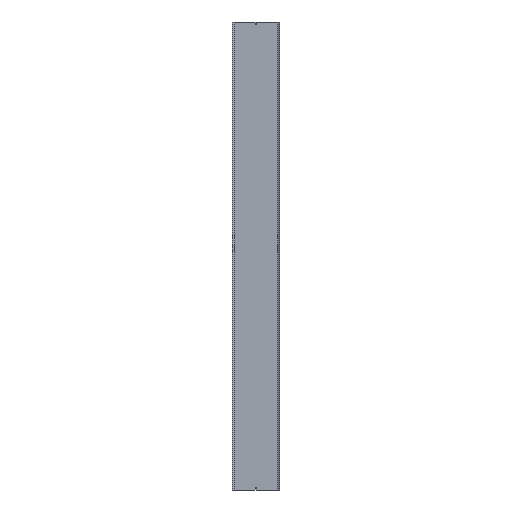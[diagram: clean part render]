
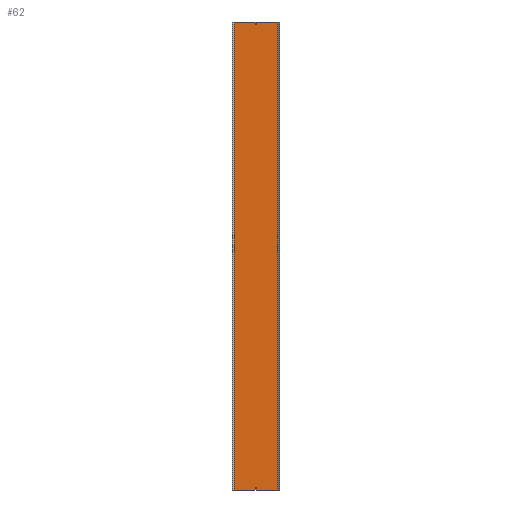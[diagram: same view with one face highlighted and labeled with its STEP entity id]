
A CAD part, front view. The second image highlights one B-rep face of the part: STEP entity #62.
In plain terms, the highlighted planar face has unit normal (0, -1, 0).
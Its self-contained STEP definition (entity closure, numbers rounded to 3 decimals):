
#18 = DIRECTION ( 'NONE',  ( 0., 0., -1. ) ) ;
#22 = LINE ( 'NONE', #351, #250 ) ;
#27 = DIRECTION ( 'NONE',  ( 0., -1., 0. ) ) ;
#28 = VERTEX_POINT ( 'NONE', #76 ) ;
#37 = ORIENTED_EDGE ( 'NONE', *, *, #470, .F. ) ;
#45 = VECTOR ( 'NONE', #444, 1000. ) ;
#51 = VERTEX_POINT ( 'NONE', #312 ) ;
#62 = ADVANCED_FACE ( 'NONE', ( #441, #406, #592 ), #273, .F. ) ;
#63 = LINE ( 'NONE', #248, #532 ) ;
#65 = VECTOR ( 'NONE', #323, 1000. ) ;
#66 = CIRCLE ( 'NONE', #314, 2.75 ) ;
#68 = ORIENTED_EDGE ( 'NONE', *, *, #350, .T. ) ;
#72 = DIRECTION ( 'NONE',  ( 0., 0., -1. ) ) ;
#75 = CARTESIAN_POINT ( 'NONE',  ( 0., -2., -1486. ) ) ;
#76 = CARTESIAN_POINT ( 'NONE',  ( -2.75, -2., 1486. ) ) ;
#118 = CARTESIAN_POINT ( 'NONE',  ( 2.75, -2., 1486. ) ) ;
#124 = AXIS2_PLACEMENT_3D ( 'NONE', #75, #27, #167 ) ;
#127 = EDGE_LOOP ( 'NONE', ( #389, #193 ) ) ;
#133 = EDGE_CURVE ( 'NONE', #567, #51, #557, .T. ) ;
#167 = DIRECTION ( 'NONE',  ( -1., 0., 0. ) ) ;
#172 = VERTEX_POINT ( 'NONE', #472 ) ;
#180 = CARTESIAN_POINT ( 'NONE',  ( 0., -2., 1486. ) ) ;
#183 = AXIS2_PLACEMENT_3D ( 'NONE', #409, #582, #595 ) ;
#193 = ORIENTED_EDGE ( 'NONE', *, *, #293, .F. ) ;
#197 = CARTESIAN_POINT ( 'NONE',  ( -2.75, -2., -1486. ) ) ;
#201 = DIRECTION ( 'NONE',  ( -1., 0., 0. ) ) ;
#211 = ORIENTED_EDGE ( 'NONE', *, *, #574, .F. ) ;
#214 = VERTEX_POINT ( 'NONE', #118 ) ;
#220 = DIRECTION ( 'NONE',  ( 0., -1., 0. ) ) ;
#226 = DIRECTION ( 'NONE',  ( -1., 0., 0. ) ) ;
#227 = CIRCLE ( 'NONE', #604, 2.75 ) ;
#245 = CARTESIAN_POINT ( 'NONE',  ( 0., -2., 1486. ) ) ;
#248 = CARTESIAN_POINT ( 'NONE',  ( 141.817, -2., 1500. ) ) ;
#250 = VECTOR ( 'NONE', #72, 1000. ) ;
#257 = CARTESIAN_POINT ( 'NONE',  ( -141.817, -2., 1500. ) ) ;
#273 = PLANE ( 'NONE',  #386 ) ;
#280 = EDGE_CURVE ( 'NONE', #51, #172, #63, .T. ) ;
#282 = VERTEX_POINT ( 'NONE', #197 ) ;
#293 = EDGE_CURVE ( 'NONE', #551, #282, #360, .T. ) ;
#308 = EDGE_LOOP ( 'NONE', ( #68, #613, #591, #399 ) ) ;
#312 = CARTESIAN_POINT ( 'NONE',  ( 141.817, -2., 1500. ) ) ;
#314 = AXIS2_PLACEMENT_3D ( 'NONE', #180, #220, #317 ) ;
#317 = DIRECTION ( 'NONE',  ( -1., 0., 0. ) ) ;
#323 = DIRECTION ( 'NONE',  ( 1., 0., 0. ) ) ;
#325 = CARTESIAN_POINT ( 'NONE',  ( -141.817, -2., -1500. ) ) ;
#336 = EDGE_CURVE ( 'NONE', #567, #564, #22, .T. ) ;
#350 = EDGE_CURVE ( 'NONE', #564, #172, #587, .T. ) ;
#351 = CARTESIAN_POINT ( 'NONE',  ( -141.817, -2., 1500. ) ) ;
#360 = CIRCLE ( 'NONE', #124, 2.75 ) ;
#386 = AXIS2_PLACEMENT_3D ( 'NONE', #565, #430, #226 ) ;
#389 = ORIENTED_EDGE ( 'NONE', *, *, #395, .F. ) ;
#395 = EDGE_CURVE ( 'NONE', #282, #551, #485, .T. ) ;
#399 = ORIENTED_EDGE ( 'NONE', *, *, #336, .T. ) ;
#406 = FACE_BOUND ( 'NONE', #579, .T. ) ;
#409 = CARTESIAN_POINT ( 'NONE',  ( 0., -2., -1486. ) ) ;
#426 = CARTESIAN_POINT ( 'NONE',  ( 144., -2., 1500. ) ) ;
#430 = DIRECTION ( 'NONE',  ( 0., 1., 0. ) ) ;
#441 = FACE_BOUND ( 'NONE', #127, .T. ) ;
#444 = DIRECTION ( 'NONE',  ( 1., 0., 0. ) ) ;
#460 = CARTESIAN_POINT ( 'NONE',  ( 2.75, -2., -1486. ) ) ;
#470 = EDGE_CURVE ( 'NONE', #28, #214, #66, .T. ) ;
#472 = CARTESIAN_POINT ( 'NONE',  ( 141.817, -2., -1500. ) ) ;
#485 = CIRCLE ( 'NONE', #183, 2.75 ) ;
#488 = DIRECTION ( 'NONE',  ( 0., -1., 0. ) ) ;
#532 = VECTOR ( 'NONE', #18, 1000. ) ;
#551 = VERTEX_POINT ( 'NONE', #460 ) ;
#557 = LINE ( 'NONE', #426, #65 ) ;
#564 = VERTEX_POINT ( 'NONE', #325 ) ;
#565 = CARTESIAN_POINT ( 'NONE',  ( 144., -2., 1500. ) ) ;
#567 = VERTEX_POINT ( 'NONE', #257 ) ;
#574 = EDGE_CURVE ( 'NONE', #214, #28, #227, .T. ) ;
#579 = EDGE_LOOP ( 'NONE', ( #37, #211 ) ) ;
#582 = DIRECTION ( 'NONE',  ( 0., -1., 0. ) ) ;
#584 = CARTESIAN_POINT ( 'NONE',  ( 144., -2., -1500. ) ) ;
#587 = LINE ( 'NONE', #584, #45 ) ;
#591 = ORIENTED_EDGE ( 'NONE', *, *, #133, .F. ) ;
#592 = FACE_OUTER_BOUND ( 'NONE', #308, .T. ) ;
#595 = DIRECTION ( 'NONE',  ( -1., 0., 0. ) ) ;
#604 = AXIS2_PLACEMENT_3D ( 'NONE', #245, #488, #201 ) ;
#613 = ORIENTED_EDGE ( 'NONE', *, *, #280, .F. ) ;
